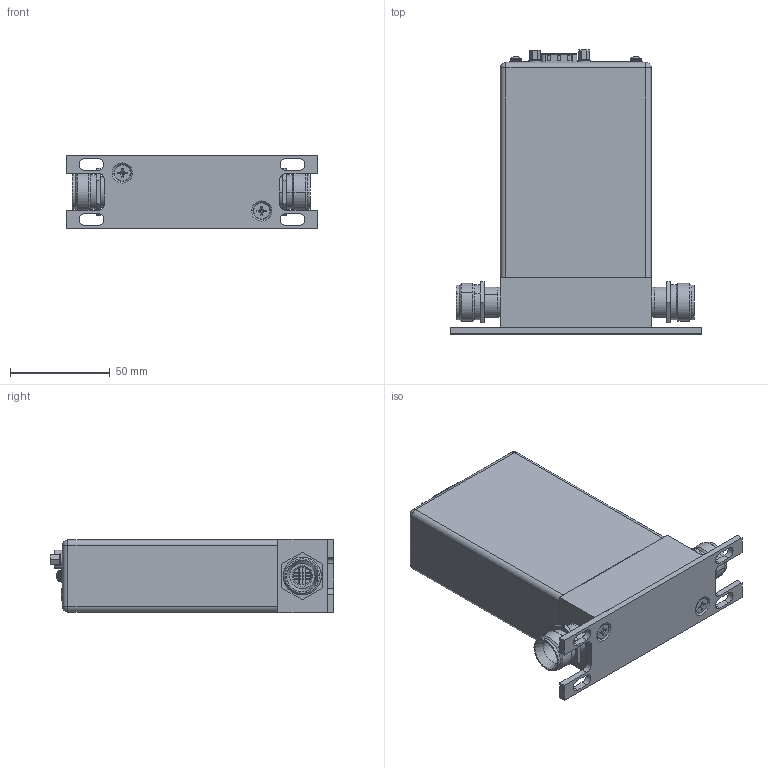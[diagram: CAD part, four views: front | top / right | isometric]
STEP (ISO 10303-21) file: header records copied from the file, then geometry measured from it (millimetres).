
FILE_DESCRIPTION((''),'2;1');
FILE_NAME('ASM0001_ASM','2014-09-25T',('cockrofm'),(''),'PRO/ENGINEER BY PARAMETRIC TECHNOLOGY CORPORATION, 2011490','PRO/ENGINEER BY PARAMETRIC TECHNOLOGY CORPORATION, 2011490','');
FILE_SCHEMA(('CONFIG_CONTROL_DESIGN'));
Length unit declared in the file: inch
Products named in the file (18): PRT0001; PRT0002; PRT0003; ASM0003_ASM; PRT0005; PRT0006; PRT0007; PRT0008; PRT0009; PRT0010; PRT0011; PRT0012; ASM0002_ASM; 1051992_FITTING_8VCR; 1052732_SCREEN; 1052666-003_ASM; 1052581_FITTING_TUBE; ASM0001_ASM
Assembly tree (21 placements, depth 4):
  ASM0001_ASM
    ASM0002_ASM
      ASM0003_ASM
        PRT0001
        PRT0002
        PRT0003  x2
      PRT0005
      PRT0006
      PRT0007
      PRT0008
      PRT0009  x2
      PRT0010
      PRT0011  x2
      PRT0012  x2
    1052666-003_ASM
      1051992_FITTING_8VCR
      1052732_SCREEN
    1052581_FITTING_TUBE
Bounding box: 125.98 x 142.34 x 36.83 mm (x, y, z)
Volume: 117465 mm3; surface area: 89220.7 mm2
Topology: 18 solids, 24 shells, 1118 faces, 2769 edges, 1705 vertices
Faces by surface type: cylinder 513, plane 401, extrusion 64, torus 61, cone 60, sphere 14, bspline 5
Entity records: 32229 total; most frequent: CARTESIAN_POINT 8880, ORIENTED_EDGE 4774, DIRECTION 4720, EDGE_CURVE 2399, AXIS2_PLACEMENT_3D 1758, VERTEX_POINT 1518, VECTOR 1204, LINE 1160
